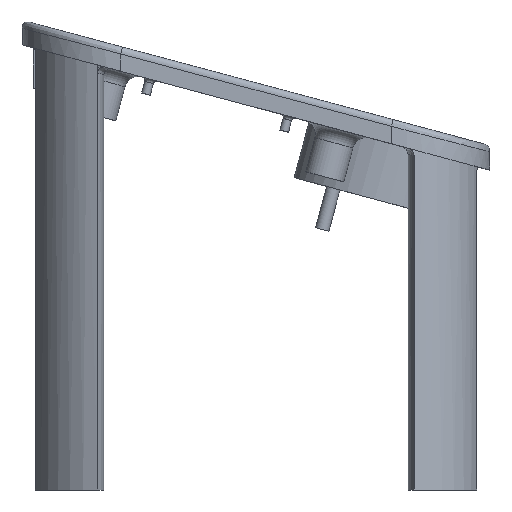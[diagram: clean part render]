
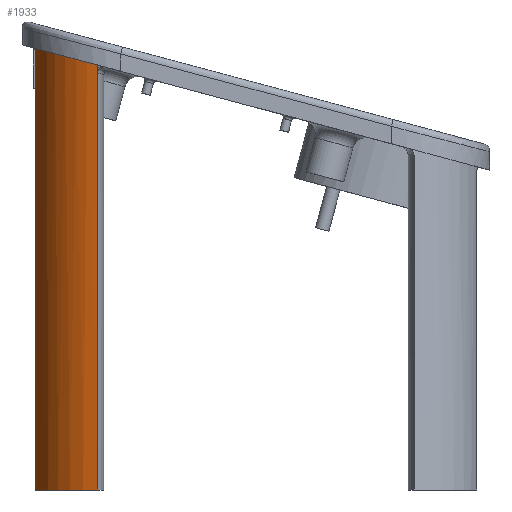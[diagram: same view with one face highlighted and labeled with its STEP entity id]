
A CAD part, left-side view. The second image highlights one B-rep face of the part: STEP entity #1933.
In plain terms, the highlighted cylindrical face has radius 18 mm (diameter 36 mm), a partial arc.
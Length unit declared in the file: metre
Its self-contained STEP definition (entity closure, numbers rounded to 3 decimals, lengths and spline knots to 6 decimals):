
#21=CYLINDRICAL_SURFACE('',#2135,0.018);
#101=ELLIPSE('',#2089,0.018635,0.018);
#128=LINE('',#3607,#212);
#129=LINE('',#3609,#213);
#130=LINE('',#3611,#214);
#155=LINE('',#4142,#239);
#212=VECTOR('',#2365,1.);
#213=VECTOR('',#2368,1.);
#214=VECTOR('',#2369,1.);
#239=VECTOR('',#2512,1.);
#379=CIRCLE('',#2136,0.018);
#655=ORIENTED_EDGE('',*,*,#1009,.F.);
#656=ORIENTED_EDGE('',*,*,#994,.T.);
#657=ORIENTED_EDGE('',*,*,#995,.T.);
#658=ORIENTED_EDGE('',*,*,#1094,.T.);
#659=ORIENTED_EDGE('',*,*,#996,.F.);
#660=ORIENTED_EDGE('',*,*,#1093,.F.);
#994=EDGE_CURVE('',#1239,#1198,#128,.T.);
#995=EDGE_CURVE('',#1198,#1240,#129,.T.);
#996=EDGE_CURVE('',#1203,#1241,#130,.T.);
#1009=EDGE_CURVE('',#1239,#1248,#101,.T.);
#1093=EDGE_CURVE('',#1248,#1203,#155,.T.);
#1094=EDGE_CURVE('',#1240,#1241,#379,.T.);
#1198=VERTEX_POINT('',#3117);
#1203=VERTEX_POINT('',#3134);
#1239=VERTEX_POINT('',#3606);
#1240=VERTEX_POINT('',#3610);
#1241=VERTEX_POINT('',#3612);
#1248=VERTEX_POINT('',#3633);
#1494=EDGE_LOOP('',(#655,#656,#657,#658,#659,#660));
#1730=FACE_BOUND('',#1494,.T.);
#1933=ADVANCED_FACE('',(#1730),#21,.T.);
#2089=AXIS2_PLACEMENT_3D('',#3632,#2396,#2397);
#2135=AXIS2_PLACEMENT_3D('',#4143,#2513,#2514);
#2136=AXIS2_PLACEMENT_3D('',#4144,#2515,#2516);
#2365=DIRECTION('',(0.,0.,-1.));
#2368=DIRECTION('',(0.,0.,-1.));
#2369=DIRECTION('',(0.,0.,-1.));
#2396=DIRECTION('',(0.,-0.259,0.966));
#2397=DIRECTION('',(0.,-0.966,-0.259));
#2512=DIRECTION('',(0.,0.,-1.));
#2513=DIRECTION('',(0.,0.,-1.));
#2514=DIRECTION('',(-1.,0.,0.));
#2515=DIRECTION('',(0.,0.,1.));
#2516=DIRECTION('',(1.,0.,0.));
#3117=CARTESIAN_POINT('',(-0.032204,0.044874,0.103753));
#3134=CARTESIAN_POINT('',(-0.044874,0.032204,0.100104));
#3606=CARTESIAN_POINT('',(-0.032204,0.044874,0.105119));
#3607=CARTESIAN_POINT('',(-0.032204,0.044874,0.110486));
#3609=CARTESIAN_POINT('',(-0.032204,0.044874,0.110486));
#3610=CARTESIAN_POINT('',(-0.032204,0.044874,0.0153));
#3611=CARTESIAN_POINT('',(-0.044874,0.032204,0.110486));
#3612=CARTESIAN_POINT('',(-0.044874,0.032204,0.0153));
#3632=CARTESIAN_POINT('',(-0.0275,0.0275,0.100463));
#3633=CARTESIAN_POINT('',(-0.044874,0.032204,0.101724));
#4142=CARTESIAN_POINT('',(-0.044874,0.032204,0.110486));
#4143=CARTESIAN_POINT('',(-0.0275,0.0275,0.110486));
#4144=CARTESIAN_POINT('',(-0.0275,0.0275,0.0153));
